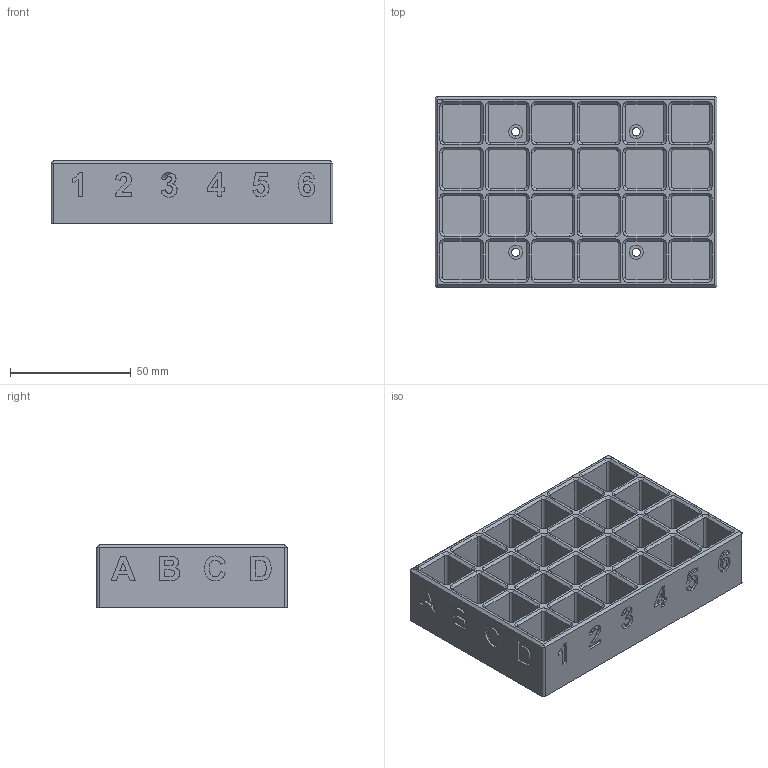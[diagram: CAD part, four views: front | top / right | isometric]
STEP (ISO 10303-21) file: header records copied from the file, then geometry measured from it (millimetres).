
FILE_DESCRIPTION(/* description */ (''),/* implementation_level */ '2;1');
FILE_NAME(/* name */ 'Vial Holder v25.step',/* time_stamp */ '2024-08-19T13:47:18-07:00',/* author */ (''),/* organization */ (''),/* preprocessor_version */ 'ST-DEVELOPER v20',/* originating_system */ 'Autodesk Translation Framework v13.14.0.145',/* authorisation */ '');
FILE_SCHEMA (('AUTOMOTIVE_DESIGN { 1 0 10303 214 3 1 1 }'));
Length unit declared in the file: millimetre
Products named in the file (1): Vial Holder
Bounding box: 117 x 79 x 26 mm (x, y, z)
Volume: 115982.9 mm3; surface area: 58284.4 mm2
Topology: 1 solids, 1 shells, 655 faces, 1629 edges, 1015 vertices
Faces by surface type: plane 310, bspline 138, cylinder 108, cone 99
Full cylindrical faces by diameter (mm): 2 x1, 3.5 x4, 5.75 x4
Entity records: 20569 total; most frequent: CARTESIAN_POINT 5727, ORIENTED_EDGE 3250, DIRECTION 2697, EDGE_CURVE 1625, LINE 1031, VECTOR 1031, VERTEX_POINT 1015, AXIS2_PLACEMENT_3D 833
